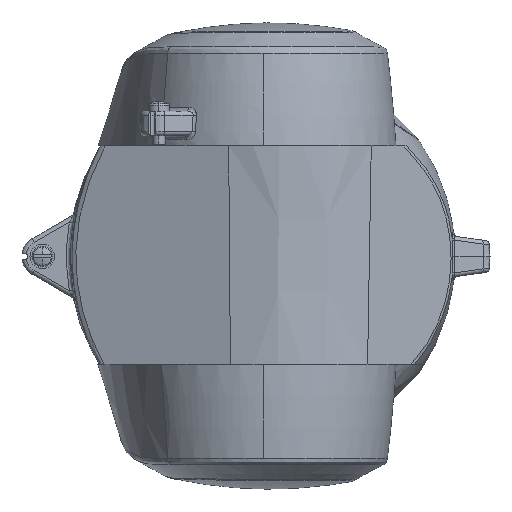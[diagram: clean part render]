
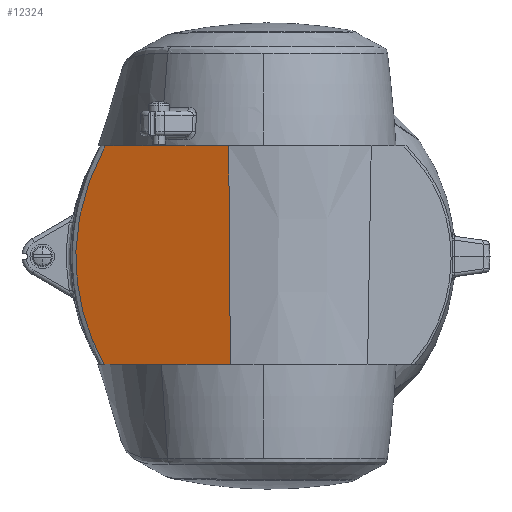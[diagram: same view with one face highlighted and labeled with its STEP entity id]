
A CAD part, top view. The second image highlights one B-rep face of the part: STEP entity #12324.
In plain terms, the highlighted planar face has unit normal (-0.292, -0.026, 0.956).
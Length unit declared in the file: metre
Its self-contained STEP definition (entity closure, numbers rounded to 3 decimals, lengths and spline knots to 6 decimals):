
#27 = CARTESIAN_POINT ( 'NONE',  ( -0.08614, -0.033865, 0.222711 ) ) ;
#650 = ORIENTED_EDGE ( 'NONE', *, *, #10413, .T. ) ;
#796 = AXIS2_PLACEMENT_3D ( 'NONE', #8159, #19160, #19281 ) ;
#1256 = CARTESIAN_POINT ( 'NONE',  ( -0.091659, 0.000509, 0.221964 ) ) ;
#1491 = CARTESIAN_POINT ( 'NONE',  ( -0.085672, 0.034912, 0.224737 ) ) ;
#1845 = CARTESIAN_POINT ( 'NONE',  ( -0.078003, -0.052407, 0.224691 ) ) ;
#1913 = VECTOR ( 'NONE', #5012, 1. ) ;
#1964 = CARTESIAN_POINT ( 'NONE',  ( -0.090826, -0.01343, 0.221838 ) ) ;
#2286 = LINE ( 'NONE', #9562, #19053 ) ;
#3310 = CARTESIAN_POINT ( 'NONE',  ( -0.078138, 0.052198, 0.227514 ) ) ;
#3435 = EDGE_CURVE ( 'NONE', #12134, #22067, #10652, .T. ) ;
#3542 = CARTESIAN_POINT ( 'NONE',  ( -0.080596, 0.047248, 0.226627 ) ) ;
#3660 = CARTESIAN_POINT ( 'NONE',  ( -0.082903, -0.042231, 0.223471 ) ) ;
#4341 = ORIENTED_EDGE ( 'NONE', *, *, #3435, .T. ) ;
#4391 = PLANE ( 'NONE',  #796 ) ;
#5012 = DIRECTION ( 'NONE',  ( -0.956, 0., -0.292 ) ) ;
#5234 = CARTESIAN_POINT ( 'NONE',  ( -0.081804, 0.044618, 0.226185 ) ) ;
#5827 = CARTESIAN_POINT ( 'NONE',  ( -0.088146, -0.02715, 0.222281 ) ) ;
#6949 = CARTESIAN_POINT ( 'NONE',  ( -0.077221, 0.054, 0.227843 ) ) ;
#6953 = LINE ( 'NONE', #21597, #1913 ) ;
#7065 = CARTESIAN_POINT ( 'NONE',  ( -0.07893, 0.050646, 0.227229 ) ) ;
#7305 = CARTESIAN_POINT ( 'NONE',  ( -0.091366, 0.007513, 0.222246 ) ) ;
#7420 = CARTESIAN_POINT ( 'NONE',  ( -0.0813, -0.045844, 0.223862 ) ) ;
#8159 = CARTESIAN_POINT ( 'NONE',  ( -0.015466, -0.12, 0.241959 ) ) ;
#9124 = CARTESIAN_POINT ( 'NONE',  ( -0.089595, 0.020277, 0.223137 ) ) ;
#9245 = CARTESIAN_POINT ( 'NONE',  ( -0.0843, -0.038857, 0.223137 ) ) ;
#9562 = CARTESIAN_POINT ( 'NONE',  ( -0.015979, -0.053, 0.243637 ) ) ;
#9594 = CARTESIAN_POINT ( 'NONE',  ( -0.080447, -0.047643, 0.224074 ) ) ;
#9711 = CARTESIAN_POINT ( 'NONE',  ( -0.078641, -0.051225, 0.224528 ) ) ;
#10413 = EDGE_CURVE ( 'NONE', #22067, #20168, #2286, .T. ) ;
#10652 = B_SPLINE_CURVE_WITH_KNOTS ( 'NONE', 3,
 ( #6949, #21707, #3310, #7065, #10704, #3542, #5234, #18305, #1491, #16260, #17838, #9124, #23879, #7305, #1256, #18780, #1964, #11171, #5827, #27, #9245, #3660, #14918, #7420, #9594, #18661, #9711, #1845, #12984 ),
 .UNSPECIFIED., .F., .F.,
 ( 4, 1, 1, 1, 1, 1, 1, 1, 1, 1, 1, 1, 1, 1, 1, 1, 1, 1, 1, 1, 1, 1, 1, 1, 1, 1, 4 ),
 ( 0., 0.023311, 0.031434, 0.047175, 0.062821, 0.094281, 0.125398, 0.188411, 0.250457, 0.281878, 0.313333, 0.376197, 0.438904, 0.501338, 0.563473, 0.625545, 0.68771, 0.750246, 0.812383, 0.875165, 0.892723, 0.910363, 0.928093, 0.945916, 0.963838, 0.981864, 1. ),
 .UNSPECIFIED. ) ;
#10704 = CARTESIAN_POINT ( 'NONE',  ( -0.079584, 0.04934, 0.226993 ) ) ;
#11034 = EDGE_CURVE ( 'NONE', #17782, #20168, #14855, .T. ) ;
#11171 = CARTESIAN_POINT ( 'NONE',  ( -0.089713, -0.020335, 0.221989 ) ) ;
#12134 = VERTEX_POINT ( 'NONE', #13303 ) ;
#12324 = ADVANCED_FACE ( 'NONE', ( #21104 ), #4391, .F. ) ;
#12984 = CARTESIAN_POINT ( 'NONE',  ( -0.077683, -0.053, 0.224772 ) ) ;
#13303 = CARTESIAN_POINT ( 'NONE',  ( -0.077221, 0.054, 0.227843 ) ) ;
#13509 = CARTESIAN_POINT ( 'NONE',  ( -0.015466, -0.12, 0.241959 ) ) ;
#13644 = VECTOR ( 'NONE', #19563, 1. ) ;
#14612 = ORIENTED_EDGE ( 'NONE', *, *, #23545, .T. ) ;
#14855 = LINE ( 'NONE', #13509, #13644 ) ;
#14918 = CARTESIAN_POINT ( 'NONE',  ( -0.082118, -0.04404, 0.223661 ) ) ;
#15944 = CARTESIAN_POINT ( 'NONE',  ( -0.016798, 0.054, 0.246317 ) ) ;
#16260 = CARTESIAN_POINT ( 'NONE',  ( -0.087394, 0.029351, 0.224058 ) ) ;
#17782 = VERTEX_POINT ( 'NONE', #15944 ) ;
#17838 = CARTESIAN_POINT ( 'NONE',  ( -0.088564, 0.024849, 0.223577 ) ) ;
#18305 = CARTESIAN_POINT ( 'NONE',  ( -0.083628, 0.040338, 0.22551 ) ) ;
#18661 = CARTESIAN_POINT ( 'NONE',  ( -0.07956, -0.049436, 0.224296 ) ) ;
#18750 = DIRECTION ( 'NONE',  ( 0.956, 0., 0.292 ) ) ;
#18780 = CARTESIAN_POINT ( 'NONE',  ( -0.091476, -0.006479, 0.221829 ) ) ;
#19053 = VECTOR ( 'NONE', #18750, 1. ) ;
#19160 = DIRECTION ( 'NONE',  ( 0.292, 0.026, -0.956 ) ) ;
#19281 = DIRECTION ( 'NONE',  ( 0.956, 0., 0.292 ) ) ;
#19500 = CARTESIAN_POINT ( 'NONE',  ( -0.015979, -0.053, 0.243637 ) ) ;
#19563 = DIRECTION ( 'NONE',  ( 0.008, -1., -0.025 ) ) ;
#19818 = ORIENTED_EDGE ( 'NONE', *, *, #11034, .F. ) ;
#19948 = CARTESIAN_POINT ( 'NONE',  ( -0.077683, -0.053, 0.224772 ) ) ;
#20168 = VERTEX_POINT ( 'NONE', #19500 ) ;
#21104 = FACE_OUTER_BOUND ( 'NONE', #21611, .T. ) ;
#21597 = CARTESIAN_POINT ( 'NONE',  ( -0.016798, 0.054, 0.246317 ) ) ;
#21611 = EDGE_LOOP ( 'NONE', ( #4341, #650, #19818, #14612 ) ) ;
#21707 = CARTESIAN_POINT ( 'NONE',  ( -0.077611, 0.053233, 0.227703 ) ) ;
#22067 = VERTEX_POINT ( 'NONE', #19948 ) ;
#23545 = EDGE_CURVE ( 'NONE', #17782, #12134, #6953, .T. ) ;
#23879 = CARTESIAN_POINT ( 'NONE',  ( -0.090606, 0.014501, 0.22267 ) ) ;
